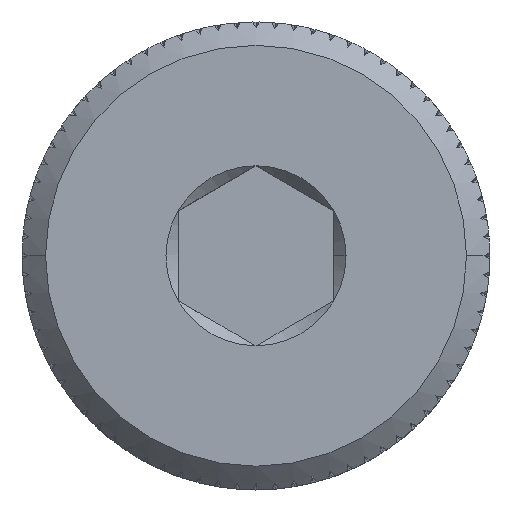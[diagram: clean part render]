
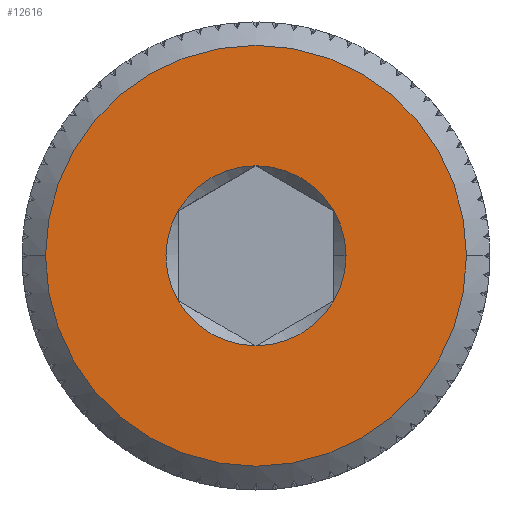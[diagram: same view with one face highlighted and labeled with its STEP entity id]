
A CAD part, top view. The second image highlights one B-rep face of the part: STEP entity #12616.
In plain terms, the highlighted planar face has unit normal (0, 0, 1).
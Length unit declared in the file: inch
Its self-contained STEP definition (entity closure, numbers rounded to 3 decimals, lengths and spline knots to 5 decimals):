
#35 = CARTESIAN_POINT ( 'NONE',  ( 0., 0.25312, 1.375 ) ) ;
#346 = EDGE_CURVE ( 'NONE', #1111, #1118, #3944, .T. ) ;
#471 = AXIS2_PLACEMENT_3D ( 'NONE', #35, #642, #2641 ) ;
#577 = CIRCLE ( 'NONE', #8721, 0.10825 ) ;
#591 = CIRCLE ( 'NONE', #12804, 0.25312 ) ;
#642 = DIRECTION ( 'NONE',  ( 0., 0., -1. ) ) ;
#743 = EDGE_CURVE ( 'NONE', #3662, #12552, #12862, .T. ) ;
#1111 = VERTEX_POINT ( 'NONE', #12519 ) ;
#1118 = VERTEX_POINT ( 'NONE', #7508 ) ;
#1313 = CARTESIAN_POINT ( 'NONE',  ( 0., 0., 1.375 ) ) ;
#1539 = DIRECTION ( 'NONE',  ( 0., 0., 1. ) ) ;
#1622 = CARTESIAN_POINT ( 'NONE',  ( 0., -0.10825, 1.375 ) ) ;
#1809 = AXIS2_PLACEMENT_3D ( 'NONE', #10164, #5142, #12166 ) ;
#2203 = DIRECTION ( 'NONE',  ( 0., 0., 1. ) ) ;
#2247 = ORIENTED_EDGE ( 'NONE', *, *, #6732, .T. ) ;
#2298 = DIRECTION ( 'NONE',  ( 0., 0., 1. ) ) ;
#2607 = EDGE_CURVE ( 'NONE', #1118, #7986, #12927, .T. ) ;
#2641 = DIRECTION ( 'NONE',  ( -1., 0., 0. ) ) ;
#2783 = EDGE_CURVE ( 'NONE', #7986, #10390, #3530, .T. ) ;
#3180 = DIRECTION ( 'NONE',  ( 0., 0., 1. ) ) ;
#3334 = CARTESIAN_POINT ( 'NONE',  ( 0.25312, 0., 1.375 ) ) ;
#3530 = CIRCLE ( 'NONE', #12074, 0.10825 ) ;
#3542 = DIRECTION ( 'NONE',  ( 0., 0., 1. ) ) ;
#3662 = VERTEX_POINT ( 'NONE', #1622 ) ;
#3770 = AXIS2_PLACEMENT_3D ( 'NONE', #12494, #2298, #10459 ) ;
#3871 = VERTEX_POINT ( 'NONE', #6974 ) ;
#3944 = CIRCLE ( 'NONE', #6580, 0.10825 ) ;
#4040 = CIRCLE ( 'NONE', #5847, 0.10825 ) ;
#4203 = DIRECTION ( 'NONE',  ( 1., 0., 0. ) ) ;
#4210 = DIRECTION ( 'NONE',  ( 1., 0., 0. ) ) ;
#4437 = CARTESIAN_POINT ( 'NONE',  ( 0.09375, -0.05413, 1.375 ) ) ;
#4568 = CARTESIAN_POINT ( 'NONE',  ( 0., 0., 1.375 ) ) ;
#4841 = DIRECTION ( 'NONE',  ( 1., 0., 0. ) ) ;
#4853 = ORIENTED_EDGE ( 'NONE', *, *, #2607, .F. ) ;
#5049 = AXIS2_PLACEMENT_3D ( 'NONE', #1313, #2203, #4210 ) ;
#5088 = ORIENTED_EDGE ( 'NONE', *, *, #743, .F. ) ;
#5142 = DIRECTION ( 'NONE',  ( 0., 0., 1. ) ) ;
#5274 = DIRECTION ( 'NONE',  ( 1., 0., 0. ) ) ;
#5847 = AXIS2_PLACEMENT_3D ( 'NONE', #10298, #3180, #5274 ) ;
#5976 = DIRECTION ( 'NONE',  ( 0., 0., 1. ) ) ;
#6281 = ORIENTED_EDGE ( 'NONE', *, *, #2783, .F. ) ;
#6554 = CARTESIAN_POINT ( 'NONE',  ( 0., 0., 1.375 ) ) ;
#6580 = AXIS2_PLACEMENT_3D ( 'NONE', #6554, #3542, #7581 ) ;
#6670 = CARTESIAN_POINT ( 'NONE',  ( 0., 0., 1.375 ) ) ;
#6732 = EDGE_CURVE ( 'NONE', #7062, #3871, #11133, .T. ) ;
#6906 = ORIENTED_EDGE ( 'NONE', *, *, #9603, .F. ) ;
#6974 = CARTESIAN_POINT ( 'NONE',  ( -0.25312, 0., 1.375 ) ) ;
#7062 = VERTEX_POINT ( 'NONE', #3334 ) ;
#7099 = ORIENTED_EDGE ( 'NONE', *, *, #9643, .F. ) ;
#7195 = FACE_BOUND ( 'NONE', #7673, .T. ) ;
#7370 = CARTESIAN_POINT ( 'NONE',  ( -0.09375, 0.05413, 1.375 ) ) ;
#7508 = CARTESIAN_POINT ( 'NONE',  ( 0., 0.10825, 1.375 ) ) ;
#7581 = DIRECTION ( 'NONE',  ( 1., 0., 0. ) ) ;
#7673 = EDGE_LOOP ( 'NONE', ( #6281, #4853, #11197, #6906, #11002, #5088, #7099 ) ) ;
#7986 = VERTEX_POINT ( 'NONE', #7370 ) ;
#7999 = PLANE ( 'NONE',  #471 ) ;
#8136 = EDGE_LOOP ( 'NONE', ( #11233, #2247 ) ) ;
#8157 = CARTESIAN_POINT ( 'NONE',  ( 0., 0., 1.375 ) ) ;
#8288 = FACE_OUTER_BOUND ( 'NONE', #8136, .T. ) ;
#8721 = AXIS2_PLACEMENT_3D ( 'NONE', #8157, #12178, #4203 ) ;
#8830 = DIRECTION ( 'NONE',  ( 1., 0., 0. ) ) ;
#8874 = CARTESIAN_POINT ( 'NONE',  ( 0.10825, 0., 1.375 ) ) ;
#9603 = EDGE_CURVE ( 'NONE', #10580, #1111, #4040, .T. ) ;
#9643 = EDGE_CURVE ( 'NONE', #10390, #3662, #10779, .T. ) ;
#10003 = EDGE_CURVE ( 'NONE', #3871, #7062, #591, .T. ) ;
#10164 = CARTESIAN_POINT ( 'NONE',  ( 0., 0., 1.375 ) ) ;
#10298 = CARTESIAN_POINT ( 'NONE',  ( 0., 0., 1.375 ) ) ;
#10390 = VERTEX_POINT ( 'NONE', #11451 ) ;
#10459 = DIRECTION ( 'NONE',  ( 1., 0., 0. ) ) ;
#10580 = VERTEX_POINT ( 'NONE', #8874 ) ;
#10680 = EDGE_CURVE ( 'NONE', #12552, #10580, #577, .T. ) ;
#10779 = CIRCLE ( 'NONE', #1809, 0.10825 ) ;
#11002 = ORIENTED_EDGE ( 'NONE', *, *, #10680, .F. ) ;
#11133 = CIRCLE ( 'NONE', #5049, 0.25312 ) ;
#11197 = ORIENTED_EDGE ( 'NONE', *, *, #346, .F. ) ;
#11233 = ORIENTED_EDGE ( 'NONE', *, *, #10003, .T. ) ;
#11451 = CARTESIAN_POINT ( 'NONE',  ( -0.09375, -0.05413, 1.375 ) ) ;
#11462 = AXIS2_PLACEMENT_3D ( 'NONE', #6670, #11842, #8830 ) ;
#11842 = DIRECTION ( 'NONE',  ( 0., 0., 1. ) ) ;
#11892 = CARTESIAN_POINT ( 'NONE',  ( 0., 0., 1.375 ) ) ;
#12074 = AXIS2_PLACEMENT_3D ( 'NONE', #4568, #1539, #12537 ) ;
#12166 = DIRECTION ( 'NONE',  ( 1., 0., 0. ) ) ;
#12178 = DIRECTION ( 'NONE',  ( 0., 0., 1. ) ) ;
#12494 = CARTESIAN_POINT ( 'NONE',  ( 0., 0., 1.375 ) ) ;
#12519 = CARTESIAN_POINT ( 'NONE',  ( 0.09375, 0.05413, 1.375 ) ) ;
#12537 = DIRECTION ( 'NONE',  ( 1., 0., 0. ) ) ;
#12552 = VERTEX_POINT ( 'NONE', #4437 ) ;
#12616 = ADVANCED_FACE ( 'NONE', ( #7195, #8288 ), #7999, .F. ) ;
#12804 = AXIS2_PLACEMENT_3D ( 'NONE', #11892, #5976, #4841 ) ;
#12862 = CIRCLE ( 'NONE', #11462, 0.10825 ) ;
#12927 = CIRCLE ( 'NONE', #3770, 0.10825 ) ;
